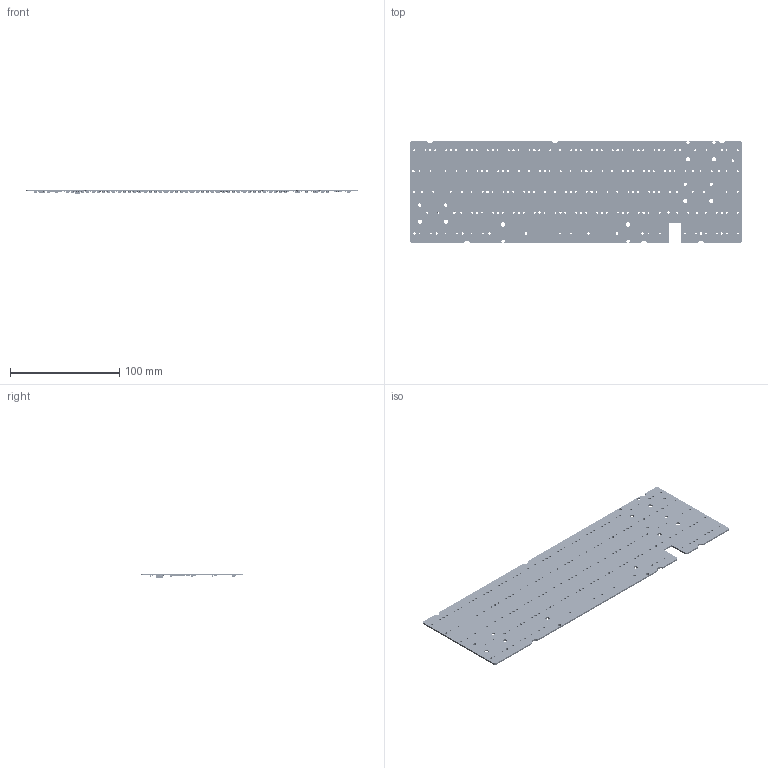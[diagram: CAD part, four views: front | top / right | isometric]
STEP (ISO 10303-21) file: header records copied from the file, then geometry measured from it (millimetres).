
FILE_DESCRIPTION(/* description */ (''),/* implementation_level */ '2;1');
FILE_NAME(/* name */ 'Smoll65he_0.1.step',/* time_stamp */ '2024-04-20T13:30:16+02:00',/* author */ (''),/* organization */ (''),/* preprocessor_version */ 'ST-DEVELOPER v20',/* originating_system */ 'Autodesk Translation Framework v12.20.1.177',/* authorisation */ '');
FILE_SCHEMA (('AUTOMOTIVE_DESIGN { 1 0 10303 214 3 1 1 }'));
Products named in the file (36): 65he 2 layer; Board; 1-copper; 16-copper; 1-soldermask; 16-soldermask; Packages; C0603; 31948705; Part 3; Part 2; Part 1; R0603; 31948916; Part 4; Part 3 (1); Part 2 (1); Part 1 (1); C0603 (1); 31948705 (1); Part 3 (2); Part 2 (2); Part 1 (2); SM04B-SRSS-TB(LF)(SN); CSTNE8M00G55A000R0; SOT-23-POWER; C0402; 31948699; Part 3 (3); Part 2 (3); Part 1 (3); HE_1U; HE_2U; HE_7U_FLIPPED; SOP65P640X110-24N; QFN50P700X700X60-49N
Assembly tree (243 placements, depth 5):
  65he 2 layer
    Board
    1-copper
    16-copper
    1-soldermask
    16-soldermask
    Packages
      C0603  x9
        31948705
          Part 3
          Part 2
          Part 1
      R0603  x4
        31948916
          Part 4
          Part 3 (1)
          Part 2 (1)
          Part 1 (1)
      C0603 (1)
        31948705 (1)
          Part 3 (2)
          Part 2 (2)
          Part 1 (2)
      SM04B-SRSS-TB(LF)(SN)
      CSTNE8M00G55A000R0
      SOT-23-POWER
      C0402  x132
        31948699
          Part 3 (3)
          Part 2 (3)
          Part 1 (3)
      HE_1U  x61
      HE_2U  x3
      HE_7U_FLIPPED
      SOP65P640X110-24N  x5
      QFN50P700X700X60-49N
Bounding box: 303.75 x 94.2 x 4.57 mm (x, y, z)
Volume: 44927.1 mm3; surface area: 172088.2 mm2
Topology: 978 solids, 978 shells, 14120 faces, 33421 edges, 20186 vertices
Faces by surface type: plane 7856, cylinder 5124, sphere 1140
Full cylindrical faces by diameter (mm): 0.3 x132, 0.4 x2, 0.8 x10, 1.7 x396, 2.2 x168, 3.05 x24, 4 x24
Entity records: 78151 total; most frequent: DIRECTION 13535, CARTESIAN_POINT 12837, ORIENTED_EDGE 12294, EDGE_CURVE 6147, AXIS2_PLACEMENT_3D 4752, VERTEX_POINT 4054, LINE 4031, VECTOR 4031
